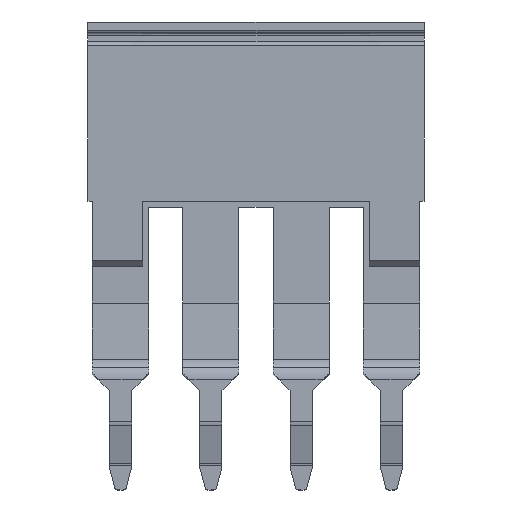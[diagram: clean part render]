
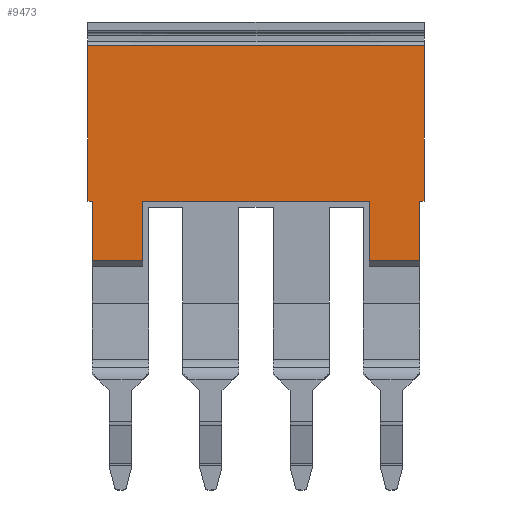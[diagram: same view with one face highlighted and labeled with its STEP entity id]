
A CAD part, front view. The second image highlights one B-rep face of the part: STEP entity #9473.
In plain terms, the highlighted planar face has unit normal (0, -1, 0).
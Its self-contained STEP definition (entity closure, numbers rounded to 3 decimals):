
#9383=AXIS2_PLACEMENT_3D('Plane Axis2P3D',#9380,#9381,#9382) ;
#8576=CARTESIAN_POINT('Vertex',(3.7,0.4,19.5)) ;
#8579=CARTESIAN_POINT('Line Origine',(3.7,0.4,17.5)) ;
#8583=CARTESIAN_POINT('Vertex',(3.7,0.4,15.5)) ;
#9171=CARTESIAN_POINT('Vertex',(22.7,0.4,19.5)) ;
#9180=CARTESIAN_POINT('Vertex',(22.7,0.4,30.)) ;
#9184=CARTESIAN_POINT('Control Point',(22.7,0.4,30.)) ;
#9185=CARTESIAN_POINT('Control Point',(22.7,0.4,27.375)) ;
#9186=CARTESIAN_POINT('Control Point',(22.7,0.4,24.75)) ;
#9187=CARTESIAN_POINT('Control Point',(22.7,0.4,22.125)) ;
#9188=CARTESIAN_POINT('Control Point',(22.7,0.4,19.5)) ;
#9214=CARTESIAN_POINT('Line Origine',(22.55,0.4,19.5)) ;
#9218=CARTESIAN_POINT('Vertex',(22.4,0.4,19.5)) ;
#9238=CARTESIAN_POINT('Line Origine',(22.4,0.4,17.5)) ;
#9242=CARTESIAN_POINT('Vertex',(22.4,0.4,15.5)) ;
#9308=CARTESIAN_POINT('Vertex',(19.,0.4,15.5)) ;
#9311=CARTESIAN_POINT('Line Origine',(19.,0.4,17.5)) ;
#9315=CARTESIAN_POINT('Vertex',(19.,0.4,19.5)) ;
#9332=CARTESIAN_POINT('Line Origine',(8.5,0.4,19.5)) ;
#9336=CARTESIAN_POINT('Vertex',(6.8,0.4,19.5)) ;
#9338=CARTESIAN_POINT('Vertex',(10.2,0.4,19.5)) ;
#9341=CARTESIAN_POINT('Line Origine',(5.25,0.4,19.5)) ;
#9346=CARTESIAN_POINT('Line Origine',(17.45,0.4,19.5)) ;
#9350=CARTESIAN_POINT('Vertex',(15.9,0.4,19.5)) ;
#9353=CARTESIAN_POINT('Line Origine',(14.2,0.4,19.5)) ;
#9357=CARTESIAN_POINT('Vertex',(12.5,0.4,19.5)) ;
#9360=CARTESIAN_POINT('Line Origine',(11.35,0.4,19.5)) ;
#9380=CARTESIAN_POINT('Axis2P3D Location',(57.1,0.4,19.5)) ;
#9385=CARTESIAN_POINT('Line Origine',(0.3,0.4,17.5)) ;
#9389=CARTESIAN_POINT('Vertex',(0.3,0.4,19.5)) ;
#9391=CARTESIAN_POINT('Vertex',(0.3,0.4,15.5)) ;
#9394=CARTESIAN_POINT('Line Origine',(2.,0.4,15.5)) ;
#9399=CARTESIAN_POINT('Line Origine',(20.7,0.4,15.5)) ;
#9404=CARTESIAN_POINT('Line Origine',(22.55,0.4,30.)) ;
#9408=CARTESIAN_POINT('Vertex',(22.4,0.4,30.)) ;
#9411=CARTESIAN_POINT('Line Origine',(17.45,0.4,30.)) ;
#9415=CARTESIAN_POINT('Vertex',(12.5,0.4,30.)) ;
#9418=CARTESIAN_POINT('Line Origine',(11.35,0.4,30.)) ;
#9422=CARTESIAN_POINT('Vertex',(10.2,0.4,30.)) ;
#9425=CARTESIAN_POINT('Line Origine',(5.25,0.4,30.)) ;
#9429=CARTESIAN_POINT('Vertex',(0.3,0.4,30.)) ;
#9432=CARTESIAN_POINT('Line Origine',(0.15,0.4,30.)) ;
#9436=CARTESIAN_POINT('Vertex',(0.,0.4,30.)) ;
#9439=CARTESIAN_POINT('Line Origine',(0.,0.4,24.75)) ;
#9443=CARTESIAN_POINT('Vertex',(0.,0.4,19.5)) ;
#9446=CARTESIAN_POINT('Line Origine',(0.15,0.4,19.5)) ;
#8580=DIRECTION('Vector Direction',(0.,0.,1.)) ;
#9215=DIRECTION('Vector Direction',(1.,0.,0.)) ;
#9239=DIRECTION('Vector Direction',(0.,0.,-1.)) ;
#9312=DIRECTION('Vector Direction',(0.,0.,1.)) ;
#9333=DIRECTION('Vector Direction',(1.,0.,0.)) ;
#9342=DIRECTION('Vector Direction',(1.,0.,0.)) ;
#9347=DIRECTION('Vector Direction',(1.,0.,0.)) ;
#9354=DIRECTION('Vector Direction',(1.,0.,0.)) ;
#9361=DIRECTION('Vector Direction',(1.,0.,0.)) ;
#9381=DIRECTION('Axis2P3D Direction',(0.,-1.,0.)) ;
#9382=DIRECTION('Axis2P3D XDirection',(0.,0.,1.)) ;
#9386=DIRECTION('Vector Direction',(0.,0.,-1.)) ;
#9395=DIRECTION('Vector Direction',(1.,0.,0.)) ;
#9400=DIRECTION('Vector Direction',(1.,0.,0.)) ;
#9405=DIRECTION('Vector Direction',(-1.,0.,0.)) ;
#9412=DIRECTION('Vector Direction',(-1.,0.,0.)) ;
#9419=DIRECTION('Vector Direction',(-1.,0.,0.)) ;
#9426=DIRECTION('Vector Direction',(-1.,0.,0.)) ;
#9433=DIRECTION('Vector Direction',(-1.,0.,0.)) ;
#9440=DIRECTION('Vector Direction',(0.,0.,-1.)) ;
#9447=DIRECTION('Vector Direction',(-1.,0.,0.)) ;
#8581=VECTOR('Line Direction',#8580,1.) ;
#9216=VECTOR('Line Direction',#9215,1.) ;
#9240=VECTOR('Line Direction',#9239,1.) ;
#9313=VECTOR('Line Direction',#9312,1.) ;
#9334=VECTOR('Line Direction',#9333,1.) ;
#9343=VECTOR('Line Direction',#9342,1.) ;
#9348=VECTOR('Line Direction',#9347,1.) ;
#9355=VECTOR('Line Direction',#9354,1.) ;
#9362=VECTOR('Line Direction',#9361,1.) ;
#9387=VECTOR('Line Direction',#9386,1.) ;
#9396=VECTOR('Line Direction',#9395,1.) ;
#9401=VECTOR('Line Direction',#9400,1.) ;
#9406=VECTOR('Line Direction',#9405,1.) ;
#9413=VECTOR('Line Direction',#9412,1.) ;
#9420=VECTOR('Line Direction',#9419,1.) ;
#9427=VECTOR('Line Direction',#9426,1.) ;
#9434=VECTOR('Line Direction',#9433,1.) ;
#9441=VECTOR('Line Direction',#9440,1.) ;
#9448=VECTOR('Line Direction',#9447,1.) ;
#9452=ORIENTED_EDGE('',*,*,#9393,.T.) ;
#9453=ORIENTED_EDGE('',*,*,#9398,.T.) ;
#9454=ORIENTED_EDGE('',*,*,#8585,.T.) ;
#9455=ORIENTED_EDGE('',*,*,#9345,.T.) ;
#9456=ORIENTED_EDGE('',*,*,#9340,.T.) ;
#9457=ORIENTED_EDGE('',*,*,#9364,.T.) ;
#9458=ORIENTED_EDGE('',*,*,#9359,.T.) ;
#9459=ORIENTED_EDGE('',*,*,#9352,.T.) ;
#9460=ORIENTED_EDGE('',*,*,#9317,.F.) ;
#9461=ORIENTED_EDGE('',*,*,#9403,.F.) ;
#9462=ORIENTED_EDGE('',*,*,#9244,.F.) ;
#9463=ORIENTED_EDGE('',*,*,#9220,.T.) ;
#9464=ORIENTED_EDGE('',*,*,#9189,.T.) ;
#9465=ORIENTED_EDGE('',*,*,#9410,.T.) ;
#9466=ORIENTED_EDGE('',*,*,#9417,.T.) ;
#9467=ORIENTED_EDGE('',*,*,#9424,.T.) ;
#9468=ORIENTED_EDGE('',*,*,#9431,.T.) ;
#9469=ORIENTED_EDGE('',*,*,#9438,.T.) ;
#9470=ORIENTED_EDGE('',*,*,#9445,.F.) ;
#9471=ORIENTED_EDGE('',*,*,#9450,.T.) ;
#9473=ADVANCED_FACE('Kunststoff',(#9472),#9384,.T.) ;
#9183=B_SPLINE_CURVE_WITH_KNOTS('',4,(#9184,#9185,#9186,#9187,#9188),.UNSPECIFIED.,.F.,.U.,(5,5),(0.,10.5),.UNSPECIFIED.) ;
#8585=EDGE_CURVE('',#8584,#8577,#8582,.T.) ;
#9189=EDGE_CURVE('',#9172,#9181,#9183,.F.) ;
#9220=EDGE_CURVE('',#9219,#9172,#9217,.T.) ;
#9244=EDGE_CURVE('',#9219,#9243,#9241,.T.) ;
#9317=EDGE_CURVE('',#9309,#9316,#9314,.T.) ;
#9340=EDGE_CURVE('',#9337,#9339,#9335,.T.) ;
#9345=EDGE_CURVE('',#8577,#9337,#9344,.T.) ;
#9352=EDGE_CURVE('',#9351,#9316,#9349,.T.) ;
#9359=EDGE_CURVE('',#9358,#9351,#9356,.T.) ;
#9364=EDGE_CURVE('',#9339,#9358,#9363,.T.) ;
#9393=EDGE_CURVE('',#9390,#9392,#9388,.T.) ;
#9398=EDGE_CURVE('',#9392,#8584,#9397,.T.) ;
#9403=EDGE_CURVE('',#9243,#9309,#9402,.F.) ;
#9410=EDGE_CURVE('',#9181,#9409,#9407,.T.) ;
#9417=EDGE_CURVE('',#9409,#9416,#9414,.T.) ;
#9424=EDGE_CURVE('',#9416,#9423,#9421,.T.) ;
#9431=EDGE_CURVE('',#9423,#9430,#9428,.T.) ;
#9438=EDGE_CURVE('',#9430,#9437,#9435,.T.) ;
#9445=EDGE_CURVE('',#9444,#9437,#9442,.F.) ;
#9450=EDGE_CURVE('',#9444,#9390,#9449,.F.) ;
#9451=EDGE_LOOP('',(#9452,#9453,#9454,#9455,#9456,#9457,#9458,#9459,#9460,#9461,#9462,#9463,#9464,#9465,#9466,#9467,#9468,#9469,#9470,#9471)) ;
#9472=FACE_OUTER_BOUND('',#9451,.T.) ;
#8582=LINE('Line',#8579,#8581) ;
#9217=LINE('Line',#9214,#9216) ;
#9241=LINE('Line',#9238,#9240) ;
#9314=LINE('Line',#9311,#9313) ;
#9335=LINE('Line',#9332,#9334) ;
#9344=LINE('Line',#9341,#9343) ;
#9349=LINE('Line',#9346,#9348) ;
#9356=LINE('Line',#9353,#9355) ;
#9363=LINE('Line',#9360,#9362) ;
#9388=LINE('Line',#9385,#9387) ;
#9397=LINE('Line',#9394,#9396) ;
#9402=LINE('Line',#9399,#9401) ;
#9407=LINE('Line',#9404,#9406) ;
#9414=LINE('Line',#9411,#9413) ;
#9421=LINE('Line',#9418,#9420) ;
#9428=LINE('Line',#9425,#9427) ;
#9435=LINE('Line',#9432,#9434) ;
#9442=LINE('Line',#9439,#9441) ;
#9449=LINE('Line',#9446,#9448) ;
#9384=PLANE('',#9383) ;
#8577=VERTEX_POINT('',#8576) ;
#8584=VERTEX_POINT('',#8583) ;
#9172=VERTEX_POINT('',#9171) ;
#9181=VERTEX_POINT('',#9180) ;
#9219=VERTEX_POINT('',#9218) ;
#9243=VERTEX_POINT('',#9242) ;
#9309=VERTEX_POINT('',#9308) ;
#9316=VERTEX_POINT('',#9315) ;
#9337=VERTEX_POINT('',#9336) ;
#9339=VERTEX_POINT('',#9338) ;
#9351=VERTEX_POINT('',#9350) ;
#9358=VERTEX_POINT('',#9357) ;
#9390=VERTEX_POINT('',#9389) ;
#9392=VERTEX_POINT('',#9391) ;
#9409=VERTEX_POINT('',#9408) ;
#9416=VERTEX_POINT('',#9415) ;
#9423=VERTEX_POINT('',#9422) ;
#9430=VERTEX_POINT('',#9429) ;
#9437=VERTEX_POINT('',#9436) ;
#9444=VERTEX_POINT('',#9443) ;
